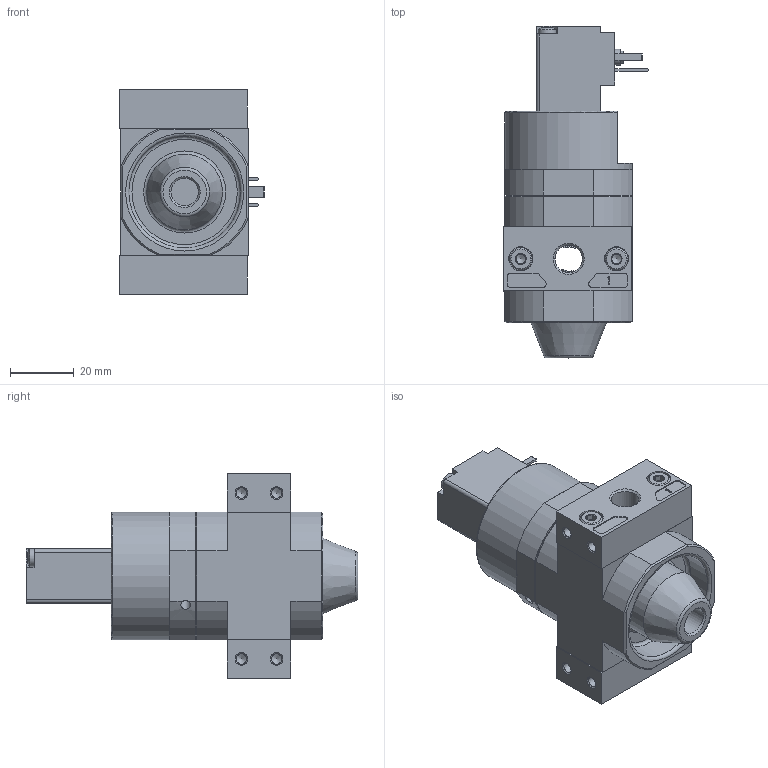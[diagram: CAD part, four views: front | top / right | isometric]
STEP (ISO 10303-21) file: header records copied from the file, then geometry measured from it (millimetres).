
FILE_DESCRIPTION(/* description */ ('STEP AP214'),/* implementation_level */ '2;1');
FILE_NAME(/* name */ '165068_HEE-1_8-D-MINI-24',/* time_stamp */ '2024-08-29T03:21:32+02:00',/* author */ ('License CC BY-ND 4.0'),/* organization */ ('CADENAS'),/* preprocessor_version */ 'ST-DEVELOPER v19.3',/* originating_system */ 'PARTsolutions',/* authorisation */ ' ');
FILE_SCHEMA (('AUTOMOTIVE_DESIGN {1 0 10303 214 3 1 1}'));
Length unit declared in the file: millimetre
Products named in the file (7): 165068 HEE-1/8-D-MINI-24; 746236 HEE-D-MINI-24; 380285 PBL-1/8-D-MINI-L---(1) p1; DIN-912 - M4x16(F); 359787 LF-D-MINI; 380287 PBL-1/8-D-MINI-R---(0) p1; 364665 MSEB-3-24V-D
Assembly tree (10 placements, depth 2):
  165068 HEE-1/8-D-MINI-24
    746236 HEE-D-MINI-24
    380285 PBL-1/8-D-MINI-L---(1) p1
    DIN-912 - M4x16(F)  x4
    359787 LF-D-MINI  x2
    380287 PBL-1/8-D-MINI-R---(0) p1
    364665 MSEB-3-24V-D
Bounding box: 45.4 x 104 x 64 mm (x, y, z)
Volume: 112695 mm3; surface area: 33597.1 mm2
Topology: 10 solids, 10 shells, 505 faces, 1157 edges, 717 vertices
Faces by surface type: plane 256, cylinder 138, cone 102, torus 7, sphere 2
Full cylindrical faces by diameter (mm): 2.013 x1, 2.5 x1, 3 x1, 3.242 x8, 3.8 x1, 4 x5, 5 x1, 5.2 x4, 5.4 x1, 5.5 x2, 5.6 x2, 6 x3, 6.3 x4, 6.5 x2, 7 x4, 8.566 x3, 10.6 x1, 11 x1, 12.01 x1, 12.2 x1, 15.6 x1, 15.7 x1, 16 x1, 19.1 x2, 23.7 x1, 35 x1, 40 x1
Entity records: 13185 total; most frequent: CARTESIAN_POINT 2026, DIRECTION 1999, ORIENTED_EDGE 1710, EDGE_CURVE 855, AXIS2_PLACEMENT_3D 774, VERTEX_POINT 606, FACE_BOUND 565, EDGE_LOOP 557
